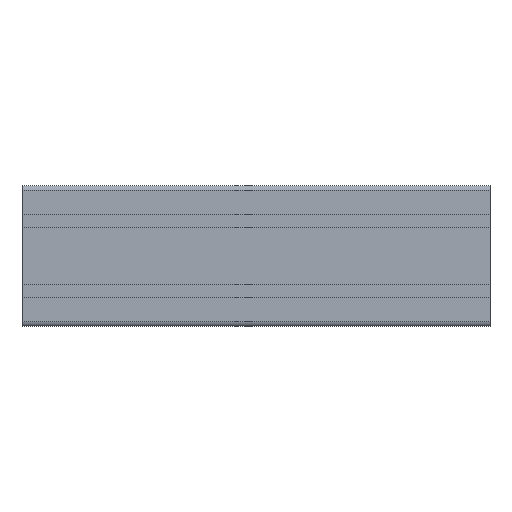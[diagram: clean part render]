
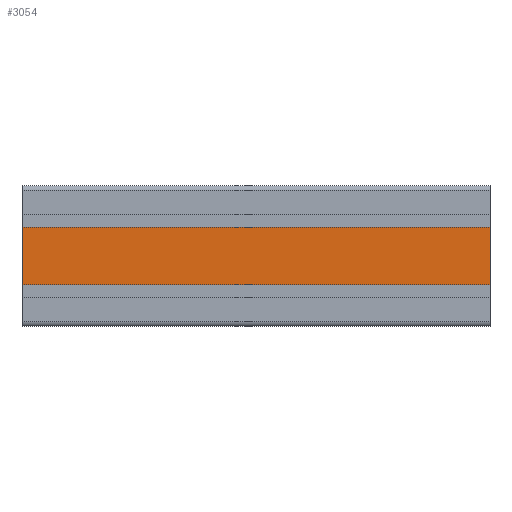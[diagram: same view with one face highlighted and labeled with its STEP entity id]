
A CAD part, left-side view. The second image highlights one B-rep face of the part: STEP entity #3054.
In plain terms, the highlighted face is planar.
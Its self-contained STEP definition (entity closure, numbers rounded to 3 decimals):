
#558 = LINE ( 'NONE', #570, #4054 ) ;
#570 = CARTESIAN_POINT ( 'NONE',  ( 22.5, -18.4, -300. ) ) ;
#572 = DIRECTION ( 'NONE',  ( 0., 0., 1. ) ) ;
#663 = DIRECTION ( 'NONE',  ( 0., 0., 1. ) ) ;
#666 = LINE ( 'NONE', #667, #4130 ) ;
#667 = CARTESIAN_POINT ( 'NONE',  ( 22.5, 18.4, -300. ) ) ;
#672 = LINE ( 'NONE', #673, #4163 ) ;
#673 = CARTESIAN_POINT ( 'NONE',  ( 22.5, -18.4, -300. ) ) ;
#677 = DIRECTION ( 'NONE',  ( 0., 1., 0. ) ) ;
#720 = CARTESIAN_POINT ( 'NONE',  ( 22.5, -18.4, 0. ) ) ;
#728 = LINE ( 'NONE', #720, #4118 ) ;
#732 = DIRECTION ( 'NONE',  ( 0., 1., 0. ) ) ;
#2115 = FACE_OUTER_BOUND ( 'NONE', #4279, .T. ) ;
#2117 = CARTESIAN_POINT ( 'NONE',  ( 22.5, -18.4, -300. ) ) ;
#2122 = DIRECTION ( 'NONE',  ( 1., 0., 0. ) ) ;
#2128 = PLANE ( 'NONE',  #3834 ) ;
#2135 = DIRECTION ( 'NONE',  ( 0., 0., -1. ) ) ;
#2702 = CARTESIAN_POINT ( 'NONE',  ( 22.5, 18.4, 0. ) ) ;
#2703 = CARTESIAN_POINT ( 'NONE',  ( 22.5, -18.4, 0. ) ) ;
#2712 = CARTESIAN_POINT ( 'NONE',  ( 22.5, 18.4, -300. ) ) ;
#2727 = CARTESIAN_POINT ( 'NONE',  ( 22.5, -18.4, -300. ) ) ;
#3054 = ADVANCED_FACE ( 'PLANAR_31', ( #2115 ), #2128, .T. ) ;
#3237 = EDGE_CURVE ( 'NONE', #4558, #4536, #558, .T. ) ;
#3298 = EDGE_CURVE ( 'NONE', #4541, #4534, #666, .T. ) ;
#3301 = EDGE_CURVE ( 'NONE', #4558, #4541, #672, .T. ) ;
#3326 = EDGE_CURVE ( 'NONE', #4536, #4534, #728, .T. ) ;
#3834 = AXIS2_PLACEMENT_3D ( 'NONE', #2117, #2122, #2135 ) ;
#4054 = VECTOR ( 'NONE', #572, 1000. ) ;
#4118 = VECTOR ( 'NONE', #732, 1000. ) ;
#4130 = VECTOR ( 'NONE', #663, 1000. ) ;
#4163 = VECTOR ( 'NONE', #677, 1000. ) ;
#4279 = EDGE_LOOP ( 'NONE', ( #5464, #5473, #4847, #5476 ) ) ;
#4534 = VERTEX_POINT ( 'NONE', #2702 ) ;
#4536 = VERTEX_POINT ( 'NONE', #2703 ) ;
#4541 = VERTEX_POINT ( 'NONE', #2712 ) ;
#4558 = VERTEX_POINT ( 'NONE', #2727 ) ;
#4847 = ORIENTED_EDGE ( 'NONE', *, *, #3301, .T. ) ;
#5464 = ORIENTED_EDGE ( 'NONE', *, *, #3326, .F. ) ;
#5473 = ORIENTED_EDGE ( 'NONE', *, *, #3237, .F. ) ;
#5476 = ORIENTED_EDGE ( 'NONE', *, *, #3298, .T. ) ;
